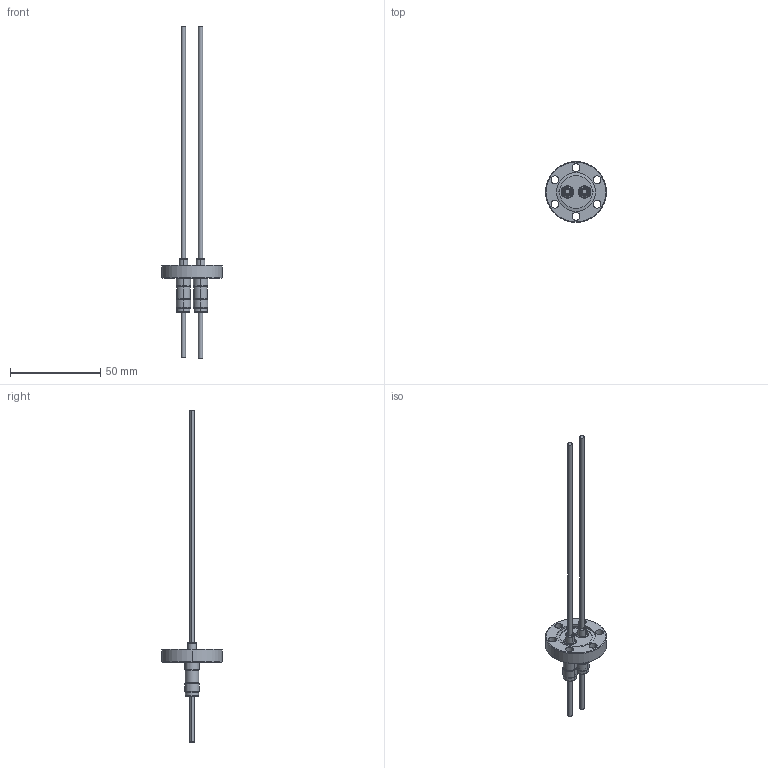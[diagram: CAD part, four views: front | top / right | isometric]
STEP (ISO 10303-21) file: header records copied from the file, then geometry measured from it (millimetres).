
FILE_DESCRIPTION (( 'STEP AP214' ), '1' );
FILE_NAME ('420XST016-5-30-2.step', '2017-07-10T09:35:52', ( 'install' ), ( '' ), 'SwSTEP 2.0', 'SolidWorks 2015', '' );
FILE_SCHEMA (( 'AUTOMOTIVE_DESIGN' ));
Length unit declared in the file: inch
Products named in the file (1): 420XST016-5-30-2
Bounding box: 33.78 x 33.78 x 184.15 mm (x, y, z)
Surface area: 7936.7 mm2 (no closed solid volume)
Topology: 0 solids, 12 shells, 104 faces, 248 edges, 161 vertices
Faces by surface type: cylinder 60, plane 17, cone 15, torus 12
Entity records: 3800 total; most frequent: CARTESIAN_POINT 1235, DIRECTION 573, ORIENTED_EDGE 460, AXIS2_PLACEMENT_3D 249, EDGE_CURVE 248, VERTEX_POINT 161, CIRCLE 144, EDGE_LOOP 131
